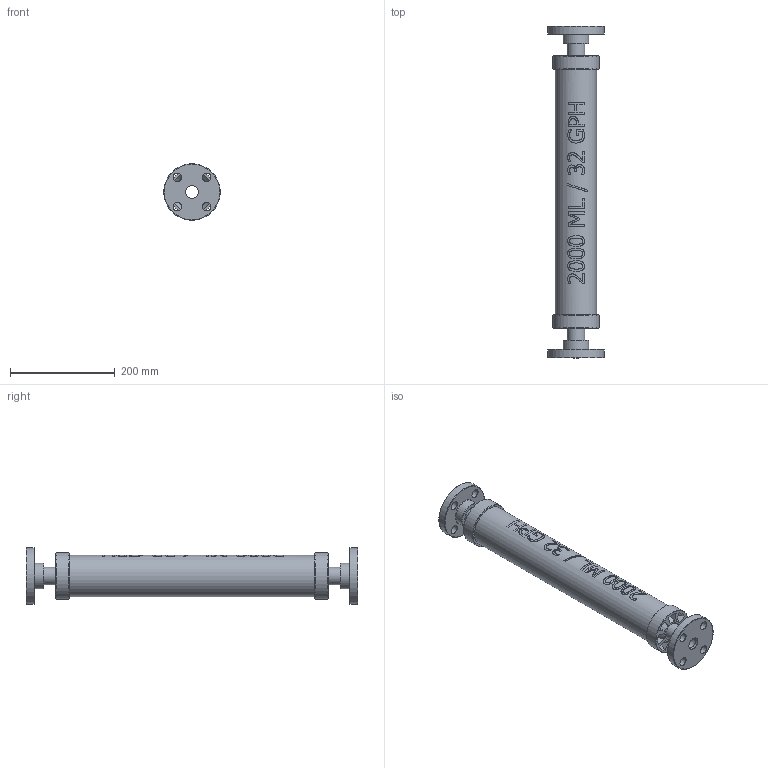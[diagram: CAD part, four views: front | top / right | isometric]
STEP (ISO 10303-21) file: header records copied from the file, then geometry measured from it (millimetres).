
FILE_DESCRIPTION((''),'2;1');
FILE_NAME('PV#2-2000-F_R0.ipt.stp','2017-07-11T09:25:24',(''),(''),'Autodesk Inventor 2009','Autodesk Inventor 2009','');
FILE_SCHEMA(('AUTOMOTIVE_DESIGN { 1 0 10303 214 1 1 1 1 }'));
Length unit declared in the file: inch
Products named in the file (1): PV#2-2000-F_R0
Bounding box: 107.54 x 635 x 107.54 mm (x, y, z)
Volume: 734343.6 mm3; surface area: 382352.4 mm2
Topology: 1 solids, 1 shells, 361 faces, 887 edges, 578 vertices
Faces by surface type: bspline 159, plane 106, cylinder 44, cone 26, torus 26
Full cylindrical faces by diameter (mm): 16.002 x8, 23.774 x2, 24.308 x2, 29.362 x2, 33.401 x2, 49.301 x2, 76.098 x2, 76.327 x1, 79.375 x1, 80.162 x2, 88.9 x2, 107.95 x2
Entity records: 60005 total; most frequent: CARTESIAN_POINT 52544, ORIENTED_EDGE 1638, DIRECTION 1093, EDGE_CURVE 819, VERTEX_POINT 574, EDGE_LOOP 493, AXIS2_PLACEMENT_3D 406, FACE_OUTER_BOUND 361
